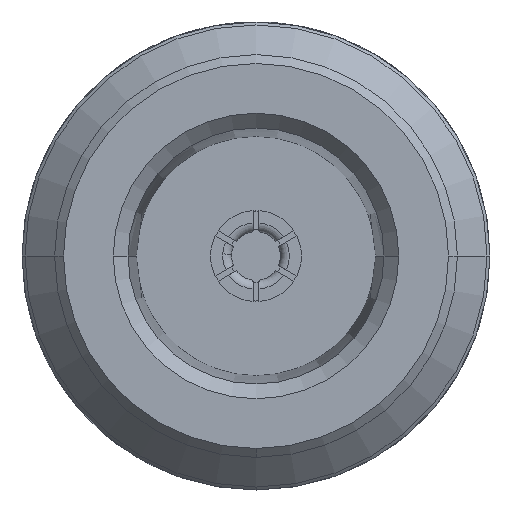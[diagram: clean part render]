
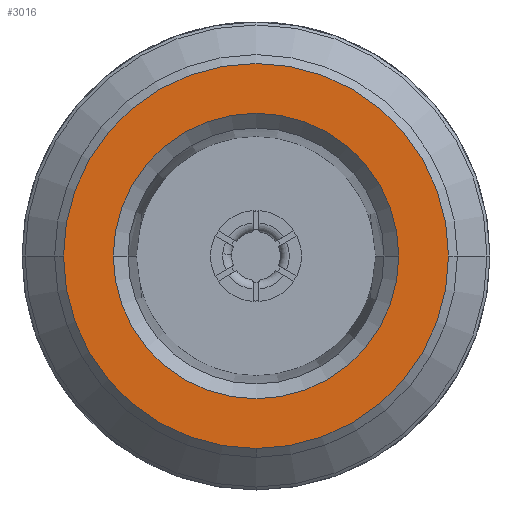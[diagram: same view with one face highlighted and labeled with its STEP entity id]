
A CAD part, left-side view. The second image highlights one B-rep face of the part: STEP entity #3016.
In plain terms, the highlighted planar face has unit normal (-1, 0, 0).
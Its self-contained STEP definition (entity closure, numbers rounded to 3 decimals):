
#27 = DIRECTION ( 'NONE',  ( 0., 1., 0. ) ) ;
#76 = ORIENTED_EDGE ( 'NONE', *, *, #1516, .F. ) ;
#112 = CARTESIAN_POINT ( 'NONE',  ( 0., -6.5, 0. ) ) ;
#118 = PLANE ( 'NONE',  #727 ) ;
#203 = FACE_BOUND ( 'NONE', #3428, .T. ) ;
#366 = CARTESIAN_POINT ( 'NONE',  ( 0., 0., 0. ) ) ;
#379 = EDGE_CURVE ( 'NONE', #616, #2689, #1763, .T. ) ;
#616 = VERTEX_POINT ( 'NONE', #3806 ) ;
#631 = CARTESIAN_POINT ( 'NONE',  ( 0., 0., -6.5 ) ) ;
#727 = AXIS2_PLACEMENT_3D ( 'NONE', #2809, #2471, #3484 ) ;
#794 = CIRCLE ( 'NONE', #1625, 6.5 ) ;
#959 = CIRCLE ( 'NONE', #3017, 4.82 ) ;
#997 = CIRCLE ( 'NONE', #2410, 6.5 ) ;
#1075 = CARTESIAN_POINT ( 'NONE',  ( 0., 0., 0. ) ) ;
#1140 = EDGE_LOOP ( 'NONE', ( #4184, #2757, #2743 ) ) ;
#1266 = EDGE_CURVE ( 'NONE', #2007, #2126, #3302, .T. ) ;
#1507 = DIRECTION ( 'NONE',  ( 0., -1., 0. ) ) ;
#1516 = EDGE_CURVE ( 'NONE', #2689, #616, #959, .T. ) ;
#1543 = FACE_OUTER_BOUND ( 'NONE', #1140, .T. ) ;
#1625 = AXIS2_PLACEMENT_3D ( 'NONE', #1075, #3770, #27 ) ;
#1763 = CIRCLE ( 'NONE', #3462, 4.82 ) ;
#1825 = DIRECTION ( 'NONE',  ( -1., 0., 0. ) ) ;
#2007 = VERTEX_POINT ( 'NONE', #112 ) ;
#2126 = VERTEX_POINT ( 'NONE', #2634 ) ;
#2156 = DIRECTION ( 'NONE',  ( -1., 0., 0. ) ) ;
#2410 = AXIS2_PLACEMENT_3D ( 'NONE', #3504, #1825, #3030 ) ;
#2471 = DIRECTION ( 'NONE',  ( -1., 0., 0. ) ) ;
#2634 = CARTESIAN_POINT ( 'NONE',  ( 0., 6.5, 0. ) ) ;
#2689 = VERTEX_POINT ( 'NONE', #2722 ) ;
#2700 = DIRECTION ( 'NONE',  ( -1., 0., 0. ) ) ;
#2722 = CARTESIAN_POINT ( 'NONE',  ( 0., -4.82, 0. ) ) ;
#2743 = ORIENTED_EDGE ( 'NONE', *, *, #1266, .T. ) ;
#2757 = ORIENTED_EDGE ( 'NONE', *, *, #4128, .T. ) ;
#2809 = CARTESIAN_POINT ( 'NONE',  ( 0., 0., 0. ) ) ;
#2921 = DIRECTION ( 'NONE',  ( -1., 0., 0. ) ) ;
#2939 = ORIENTED_EDGE ( 'NONE', *, *, #379, .F. ) ;
#3016 = ADVANCED_FACE ( 'NONE', ( #203, #1543 ), #118, .T. ) ;
#3017 = AXIS2_PLACEMENT_3D ( 'NONE', #3871, #2921, #1507 ) ;
#3030 = DIRECTION ( 'NONE',  ( 0., 1., 0. ) ) ;
#3235 = AXIS2_PLACEMENT_3D ( 'NONE', #366, #2700, #3691 ) ;
#3302 = CIRCLE ( 'NONE', #3235, 6.5 ) ;
#3428 = EDGE_LOOP ( 'NONE', ( #76, #2939 ) ) ;
#3462 = AXIS2_PLACEMENT_3D ( 'NONE', #3946, #2156, #3506 ) ;
#3476 = VERTEX_POINT ( 'NONE', #631 ) ;
#3484 = DIRECTION ( 'NONE',  ( 0., 0., 1. ) ) ;
#3504 = CARTESIAN_POINT ( 'NONE',  ( 0., 0., 0. ) ) ;
#3506 = DIRECTION ( 'NONE',  ( 0., 1., 0. ) ) ;
#3691 = DIRECTION ( 'NONE',  ( 0., -1., 0. ) ) ;
#3747 = EDGE_CURVE ( 'NONE', #2126, #3476, #794, .T. ) ;
#3770 = DIRECTION ( 'NONE',  ( -1., 0., 0. ) ) ;
#3806 = CARTESIAN_POINT ( 'NONE',  ( 0., 4.82, 0. ) ) ;
#3871 = CARTESIAN_POINT ( 'NONE',  ( 0., 0., 0. ) ) ;
#3946 = CARTESIAN_POINT ( 'NONE',  ( 0., 0., 0. ) ) ;
#4128 = EDGE_CURVE ( 'NONE', #3476, #2007, #997, .T. ) ;
#4184 = ORIENTED_EDGE ( 'NONE', *, *, #3747, .T. ) ;
